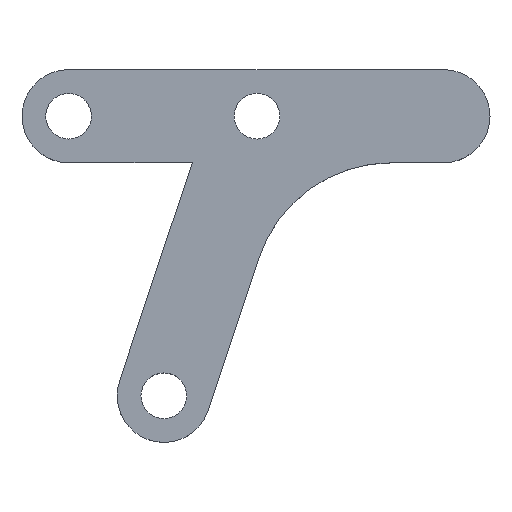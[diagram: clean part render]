
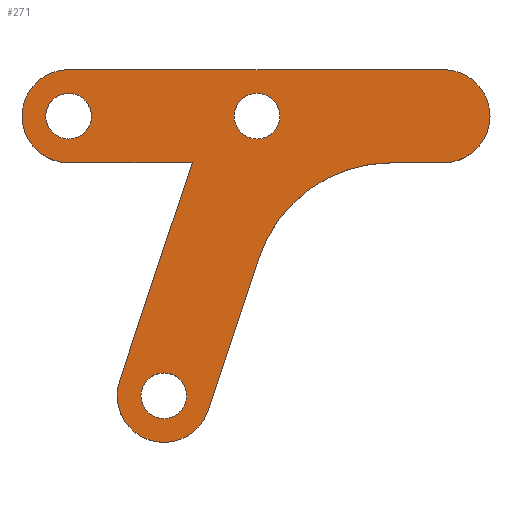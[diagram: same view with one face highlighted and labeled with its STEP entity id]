
A CAD part, top view. The second image highlights one B-rep face of the part: STEP entity #271.
In plain terms, the highlighted planar face has unit normal (0, 0, 1).
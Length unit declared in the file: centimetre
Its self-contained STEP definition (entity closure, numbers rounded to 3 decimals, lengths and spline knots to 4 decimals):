
#15=FACE_BOUND('',#55,.T.);
#16=FACE_BOUND('',#56,.T.);
#17=FACE_BOUND('',#57,.T.);
#26=PLANE('',#313);
#40=FACE_OUTER_BOUND('',#54,.T.);
#54=EDGE_LOOP('',(#228,#229,#230,#231,#232,#233,#234,#235,#236));
#55=EDGE_LOOP('',(#237));
#56=EDGE_LOOP('',(#238));
#57=EDGE_LOOP('',(#239));
#68=LINE('',#427,#90);
#72=LINE('',#439,#94);
#75=LINE('',#445,#97);
#79=LINE('',#457,#101);
#83=LINE('',#467,#105);
#90=VECTOR('',#349,1.);
#94=VECTOR('',#361,1.);
#97=VECTOR('',#366,1.);
#101=VECTOR('',#378,1.);
#105=VECTOR('',#390,1.);
#106=CIRCLE('',#288,0.245);
#108=CIRCLE('',#291,0.245);
#110=CIRCLE('',#294,0.245);
#113=CIRCLE('',#298,1.5);
#115=CIRCLE('',#302,0.5);
#117=CIRCLE('',#307,0.5);
#119=CIRCLE('',#311,0.5);
#120=VERTEX_POINT('',#397);
#122=VERTEX_POINT('',#403);
#124=VERTEX_POINT('',#409);
#128=VERTEX_POINT('',#418);
#129=VERTEX_POINT('',#420);
#131=VERTEX_POINT('',#426);
#133=VERTEX_POINT('',#432);
#135=VERTEX_POINT('',#438);
#137=VERTEX_POINT('',#444);
#139=VERTEX_POINT('',#450);
#141=VERTEX_POINT('',#456);
#143=VERTEX_POINT('',#462);
#144=EDGE_CURVE('',#120,#120,#106,.T.);
#147=EDGE_CURVE('',#122,#122,#108,.T.);
#150=EDGE_CURVE('',#124,#124,#110,.T.);
#155=EDGE_CURVE('',#129,#128,#113,.T.);
#158=EDGE_CURVE('',#131,#129,#68,.T.);
#161=EDGE_CURVE('',#133,#131,#115,.T.);
#164=EDGE_CURVE('',#135,#133,#72,.T.);
#167=EDGE_CURVE('',#137,#135,#75,.T.);
#170=EDGE_CURVE('',#139,#137,#117,.T.);
#173=EDGE_CURVE('',#141,#139,#79,.T.);
#176=EDGE_CURVE('',#143,#141,#119,.T.);
#179=EDGE_CURVE('',#128,#143,#83,.T.);
#228=ORIENTED_EDGE('',*,*,#179,.T.);
#229=ORIENTED_EDGE('',*,*,#176,.T.);
#230=ORIENTED_EDGE('',*,*,#173,.T.);
#231=ORIENTED_EDGE('',*,*,#170,.T.);
#232=ORIENTED_EDGE('',*,*,#167,.T.);
#233=ORIENTED_EDGE('',*,*,#164,.T.);
#234=ORIENTED_EDGE('',*,*,#161,.T.);
#235=ORIENTED_EDGE('',*,*,#158,.T.);
#236=ORIENTED_EDGE('',*,*,#155,.T.);
#237=ORIENTED_EDGE('',*,*,#150,.T.);
#238=ORIENTED_EDGE('',*,*,#147,.T.);
#239=ORIENTED_EDGE('',*,*,#144,.T.);
#271=ADVANCED_FACE('',(#40,#15,#16,#17),#26,.T.);
#288=AXIS2_PLACEMENT_3D('',#398,#319,#320);
#291=AXIS2_PLACEMENT_3D('',#404,#326,#327);
#294=AXIS2_PLACEMENT_3D('',#410,#333,#334);
#298=AXIS2_PLACEMENT_3D('',#421,#343,#344);
#302=AXIS2_PLACEMENT_3D('',#433,#355,#356);
#307=AXIS2_PLACEMENT_3D('',#451,#372,#373);
#311=AXIS2_PLACEMENT_3D('',#463,#384,#385);
#313=AXIS2_PLACEMENT_3D('',#468,#391,#392);
#319=DIRECTION('center_axis',(0.,0.,-1.));
#320=DIRECTION('ref_axis',(1.,0.,0.));
#326=DIRECTION('center_axis',(0.,0.,-1.));
#327=DIRECTION('ref_axis',(1.,0.,0.));
#333=DIRECTION('center_axis',(0.,0.,-1.));
#334=DIRECTION('ref_axis',(1.,0.,0.));
#343=DIRECTION('center_axis',(0.,0.,-1.));
#344=DIRECTION('ref_axis',(0.,1.,0.));
#349=DIRECTION('',(0.316,0.949,0.));
#355=DIRECTION('center_axis',(0.,0.,1.));
#356=DIRECTION('ref_axis',(-0.949,0.316,0.));
#361=DIRECTION('',(-0.316,-0.949,0.));
#366=DIRECTION('',(1.,0.,0.));
#372=DIRECTION('center_axis',(0.,0.,1.));
#373=DIRECTION('ref_axis',(0.,1.,0.));
#378=DIRECTION('',(-1.,0.,0.));
#384=DIRECTION('center_axis',(0.,0.,1.));
#385=DIRECTION('ref_axis',(0.,-1.,0.));
#390=DIRECTION('',(1.,0.,0.));
#391=DIRECTION('center_axis',(0.,0.,1.));
#392=DIRECTION('ref_axis',(1.,0.,0.));
#397=CARTESIAN_POINT('',(4.255,2.2458,0.4));
#398=CARTESIAN_POINT('Origin',(4.5,2.2458,0.4));
#403=CARTESIAN_POINT('',(5.2766,-0.7542,0.4));
#404=CARTESIAN_POINT('Origin',(5.5216,-0.7542,0.4));
#409=CARTESIAN_POINT('',(6.2766,2.2458,0.4));
#410=CARTESIAN_POINT('Origin',(6.5216,2.2458,0.4));
#418=CARTESIAN_POINT('',(7.9632,1.7458,0.4));
#420=CARTESIAN_POINT('',(6.5401,0.7201,0.4));
#421=CARTESIAN_POINT('Origin',(7.9632,0.2458,0.4));
#426=CARTESIAN_POINT('',(5.996,-0.9123,0.4));
#427=CARTESIAN_POINT('',(5.996,-0.9123,0.4));
#432=CARTESIAN_POINT('',(5.0473,-0.5961,0.4));
#433=CARTESIAN_POINT('Origin',(5.5216,-0.7542,0.4));
#438=CARTESIAN_POINT('',(5.8279,1.7458,0.4));
#439=CARTESIAN_POINT('',(5.8279,1.7458,0.4));
#444=CARTESIAN_POINT('',(4.5,1.7458,0.4));
#445=CARTESIAN_POINT('',(4.5,1.7458,0.4));
#450=CARTESIAN_POINT('',(4.5,2.7458,0.4));
#451=CARTESIAN_POINT('Origin',(4.5,2.2458,0.4));
#456=CARTESIAN_POINT('',(8.5216,2.7458,0.4));
#457=CARTESIAN_POINT('',(8.5216,2.7458,0.4));
#462=CARTESIAN_POINT('',(8.5216,1.7458,0.4));
#463=CARTESIAN_POINT('Origin',(8.5216,2.2458,0.4));
#467=CARTESIAN_POINT('',(7.9632,1.7458,0.4));
#468=CARTESIAN_POINT('Origin',(6.5108,0.7458,0.4));
